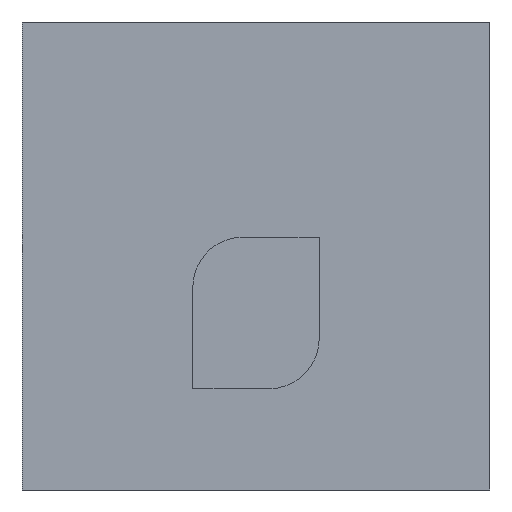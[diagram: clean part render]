
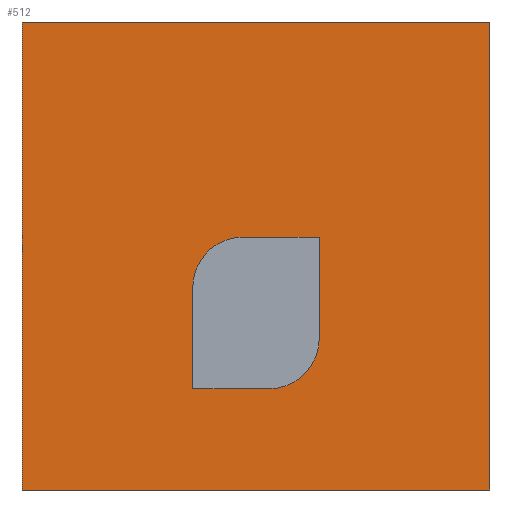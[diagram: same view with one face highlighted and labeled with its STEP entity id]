
A CAD part, front view. The second image highlights one B-rep face of the part: STEP entity #512.
In plain terms, the highlighted planar face has unit normal (0, -1, 0).
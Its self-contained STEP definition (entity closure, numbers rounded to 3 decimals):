
#11 = DIRECTION ( 'NONE',  ( -1., 0., 0. ) ) ;
#13 = EDGE_CURVE ( 'NONE', #83, #797, #1231, .T. ) ;
#23 = CARTESIAN_POINT ( 'NONE',  ( 9.25, -12.5, 0. ) ) ;
#45 = DIRECTION ( 'NONE',  ( 1., 0., 0. ) ) ;
#58 = CARTESIAN_POINT ( 'NONE',  ( 0., -12.5, 0. ) ) ;
#73 = CARTESIAN_POINT ( 'NONE',  ( -9.25, -12.5, 0. ) ) ;
#83 = VERTEX_POINT ( 'NONE', #709 ) ;
#89 = CARTESIAN_POINT ( 'NONE',  ( -2.5, -12.5, 4. ) ) ;
#93 = EDGE_CURVE ( 'NONE', #699, #352, #528, .T. ) ;
#117 = LINE ( 'NONE', #971, #856 ) ;
#121 = ORIENTED_EDGE ( 'NONE', *, *, #312, .T. ) ;
#125 = CARTESIAN_POINT ( 'NONE',  ( 0.5, -12.5, 6. ) ) ;
#179 = AXIS2_PLACEMENT_3D ( 'NONE', #23, #208, #881 ) ;
#181 = DIRECTION ( 'NONE',  ( 0., 0., -1. ) ) ;
#186 = CARTESIAN_POINT ( 'NONE',  ( 9.25, -12.5, 18.5 ) ) ;
#187 = ORIENTED_EDGE ( 'NONE', *, *, #506, .T. ) ;
#202 = LINE ( 'NONE', #73, #674 ) ;
#208 = DIRECTION ( 'NONE',  ( 0., -1., 0. ) ) ;
#213 = AXIS2_PLACEMENT_3D ( 'NONE', #602, #791, #489 ) ;
#218 = DIRECTION ( 'NONE',  ( 0., 0., -1. ) ) ;
#231 = VERTEX_POINT ( 'NONE', #348 ) ;
#265 = CARTESIAN_POINT ( 'NONE',  ( 9.25, -12.5, 18.5 ) ) ;
#269 = VECTOR ( 'NONE', #45, 1000. ) ;
#276 = CARTESIAN_POINT ( 'NONE',  ( 2.5, -12.5, 0. ) ) ;
#312 = EDGE_CURVE ( 'NONE', #1224, #83, #314, .T. ) ;
#314 = LINE ( 'NONE', #542, #697 ) ;
#320 = CARTESIAN_POINT ( 'NONE',  ( -0.5, -12.5, 10. ) ) ;
#325 = VERTEX_POINT ( 'NONE', #1130 ) ;
#329 = CIRCLE ( 'NONE', #937, 2. ) ;
#331 = EDGE_CURVE ( 'NONE', #325, #334, #808, .T. ) ;
#334 = VERTEX_POINT ( 'NONE', #1020 ) ;
#348 = CARTESIAN_POINT ( 'NONE',  ( -9.25, -12.5, 18.5 ) ) ;
#352 = VERTEX_POINT ( 'NONE', #764 ) ;
#366 = VERTEX_POINT ( 'NONE', #186 ) ;
#385 = DIRECTION ( 'NONE',  ( 0., 0., -1. ) ) ;
#446 = ORIENTED_EDGE ( 'NONE', *, *, #862, .T. ) ;
#451 = ORIENTED_EDGE ( 'NONE', *, *, #1142, .T. ) ;
#483 = LINE ( 'NONE', #879, #594 ) ;
#489 = DIRECTION ( 'NONE',  ( 0., 0., -1. ) ) ;
#492 = VERTEX_POINT ( 'NONE', #1060 ) ;
#506 = EDGE_CURVE ( 'NONE', #492, #1224, #117, .T. ) ;
#512 = ADVANCED_FACE ( 'NONE', ( #790, #884 ), #577, .T. ) ;
#528 = LINE ( 'NONE', #58, #776 ) ;
#542 = CARTESIAN_POINT ( 'NONE',  ( -2.5, -12.5, 0. ) ) ;
#545 = DIRECTION ( 'NONE',  ( -1., 0., 0. ) ) ;
#547 = DIRECTION ( 'NONE',  ( 0., 0., 1. ) ) ;
#548 = EDGE_CURVE ( 'NONE', #334, #492, #329, .T. ) ;
#577 = PLANE ( 'NONE',  #179 ) ;
#594 = VECTOR ( 'NONE', #385, 1000. ) ;
#602 = CARTESIAN_POINT ( 'NONE',  ( -0.5, -12.5, 8. ) ) ;
#611 = DIRECTION ( 'NONE',  ( 0., 0., -1. ) ) ;
#656 = ORIENTED_EDGE ( 'NONE', *, *, #93, .T. ) ;
#663 = LINE ( 'NONE', #997, #269 ) ;
#674 = VECTOR ( 'NONE', #611, 1000. ) ;
#676 = ORIENTED_EDGE ( 'NONE', *, *, #331, .T. ) ;
#697 = VECTOR ( 'NONE', #547, 1000. ) ;
#698 = CARTESIAN_POINT ( 'NONE',  ( -9.25, -12.5, 0. ) ) ;
#699 = VERTEX_POINT ( 'NONE', #698 ) ;
#709 = CARTESIAN_POINT ( 'NONE',  ( -2.5, -12.5, 8. ) ) ;
#711 = DIRECTION ( 'NONE',  ( 1., 0., 0. ) ) ;
#745 = EDGE_CURVE ( 'NONE', #231, #699, #202, .T. ) ;
#762 = EDGE_LOOP ( 'NONE', ( #1143, #656, #1163, #446 ) ) ;
#764 = CARTESIAN_POINT ( 'NONE',  ( 9.25, -12.5, 0. ) ) ;
#776 = VECTOR ( 'NONE', #711, 1000. ) ;
#790 = FACE_BOUND ( 'NONE', #1110, .T. ) ;
#791 = DIRECTION ( 'NONE',  ( 0., 1., 0. ) ) ;
#796 = DIRECTION ( 'NONE',  ( 0., 1., 0. ) ) ;
#797 = VERTEX_POINT ( 'NONE', #320 ) ;
#808 = LINE ( 'NONE', #276, #843 ) ;
#843 = VECTOR ( 'NONE', #181, 1000. ) ;
#856 = VECTOR ( 'NONE', #11, 1000. ) ;
#862 = EDGE_CURVE ( 'NONE', #366, #231, #1127, .T. ) ;
#879 = CARTESIAN_POINT ( 'NONE',  ( 9.25, -12.5, 0. ) ) ;
#881 = DIRECTION ( 'NONE',  ( 0., 0., -1. ) ) ;
#884 = FACE_OUTER_BOUND ( 'NONE', #762, .T. ) ;
#937 = AXIS2_PLACEMENT_3D ( 'NONE', #125, #796, #218 ) ;
#969 = EDGE_CURVE ( 'NONE', #366, #352, #483, .T. ) ;
#971 = CARTESIAN_POINT ( 'NONE',  ( 9.25, -12.5, 4. ) ) ;
#997 = CARTESIAN_POINT ( 'NONE',  ( 9.25, -12.5, 10. ) ) ;
#1020 = CARTESIAN_POINT ( 'NONE',  ( 2.5, -12.5, 6. ) ) ;
#1060 = CARTESIAN_POINT ( 'NONE',  ( 0.5, -12.5, 4. ) ) ;
#1110 = EDGE_LOOP ( 'NONE', ( #1153, #187, #121, #1136, #451, #676 ) ) ;
#1127 = LINE ( 'NONE', #265, #1159 ) ;
#1130 = CARTESIAN_POINT ( 'NONE',  ( 2.5, -12.5, 10. ) ) ;
#1136 = ORIENTED_EDGE ( 'NONE', *, *, #13, .T. ) ;
#1142 = EDGE_CURVE ( 'NONE', #797, #325, #663, .T. ) ;
#1143 = ORIENTED_EDGE ( 'NONE', *, *, #745, .T. ) ;
#1153 = ORIENTED_EDGE ( 'NONE', *, *, #548, .T. ) ;
#1159 = VECTOR ( 'NONE', #545, 1000. ) ;
#1163 = ORIENTED_EDGE ( 'NONE', *, *, #969, .F. ) ;
#1224 = VERTEX_POINT ( 'NONE', #89 ) ;
#1231 = CIRCLE ( 'NONE', #213, 2. ) ;
